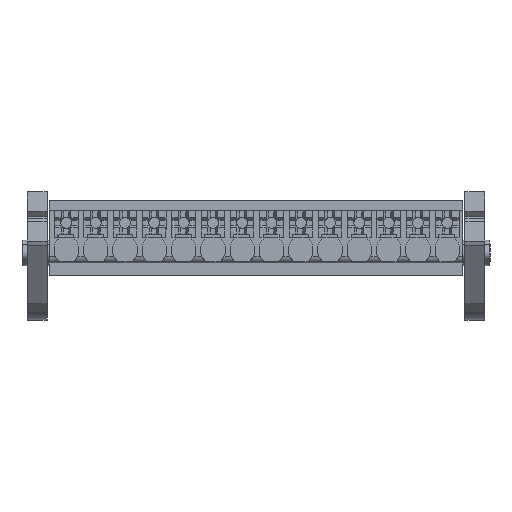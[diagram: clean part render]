
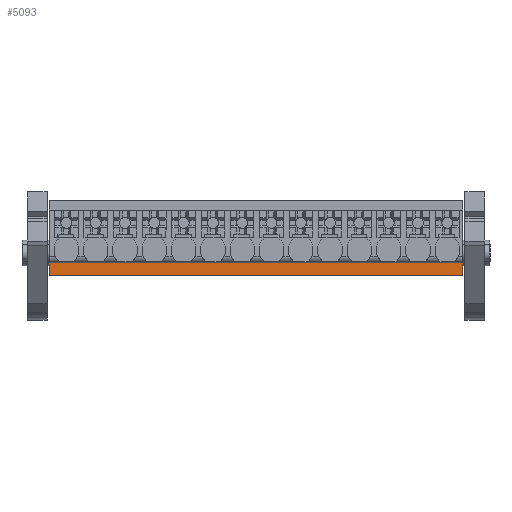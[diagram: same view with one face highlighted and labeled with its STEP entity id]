
A CAD part, top view. The second image highlights one B-rep face of the part: STEP entity #5093.
In plain terms, the highlighted planar face has unit normal (0, 0, 1).
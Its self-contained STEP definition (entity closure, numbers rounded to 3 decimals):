
#5073=AXIS2_PLACEMENT_3D('Plane Axis2P3D',#5070,#5071,#5072) ;
#105=CARTESIAN_POINT('Vertex',(3.25,5.297,20.4)) ;
#108=CARTESIAN_POINT('Line Origine',(3.25,6.06,20.4)) ;
#112=CARTESIAN_POINT('Vertex',(3.25,6.822,20.4)) ;
#4510=CARTESIAN_POINT('Vertex',(52.65,5.297,20.4)) ;
#4513=CARTESIAN_POINT('Line Origine',(27.95,5.297,20.4)) ;
#5070=CARTESIAN_POINT('Axis2P3D Location',(38.43,6.822,20.4)) ;
#5075=CARTESIAN_POINT('Line Origine',(52.65,6.059,20.4)) ;
#5079=CARTESIAN_POINT('Vertex',(52.65,6.822,20.4)) ;
#5082=CARTESIAN_POINT('Line Origine',(27.95,6.822,20.4)) ;
#109=DIRECTION('Vector Direction',(0.,1.,0.)) ;
#4514=DIRECTION('Vector Direction',(1.,0.,0.)) ;
#5071=DIRECTION('Axis2P3D Direction',(-0.,0.,1.)) ;
#5072=DIRECTION('Axis2P3D XDirection',(0.,-1.,0.)) ;
#5076=DIRECTION('Vector Direction',(0.,-1.,0.)) ;
#5083=DIRECTION('Vector Direction',(-1.,0.,0.)) ;
#110=VECTOR('Line Direction',#109,1.) ;
#4515=VECTOR('Line Direction',#4514,1.) ;
#5077=VECTOR('Line Direction',#5076,1.) ;
#5084=VECTOR('Line Direction',#5083,1.) ;
#5088=ORIENTED_EDGE('',*,*,#4517,.T.) ;
#5089=ORIENTED_EDGE('',*,*,#5081,.F.) ;
#5090=ORIENTED_EDGE('',*,*,#5086,.T.) ;
#5091=ORIENTED_EDGE('',*,*,#114,.T.) ;
#5093=ADVANCED_FACE('HOUSING',(#5092),#5074,.T.) ;
#114=EDGE_CURVE('',#113,#106,#111,.F.) ;
#4517=EDGE_CURVE('',#106,#4511,#4516,.T.) ;
#5081=EDGE_CURVE('',#5080,#4511,#5078,.T.) ;
#5086=EDGE_CURVE('',#5080,#113,#5085,.T.) ;
#5087=EDGE_LOOP('',(#5088,#5089,#5090,#5091)) ;
#5092=FACE_OUTER_BOUND('',#5087,.T.) ;
#111=LINE('Line',#108,#110) ;
#4516=LINE('Line',#4513,#4515) ;
#5078=LINE('Line',#5075,#5077) ;
#5085=LINE('Line',#5082,#5084) ;
#5074=PLANE('',#5073) ;
#106=VERTEX_POINT('',#105) ;
#113=VERTEX_POINT('',#112) ;
#4511=VERTEX_POINT('',#4510) ;
#5080=VERTEX_POINT('',#5079) ;
